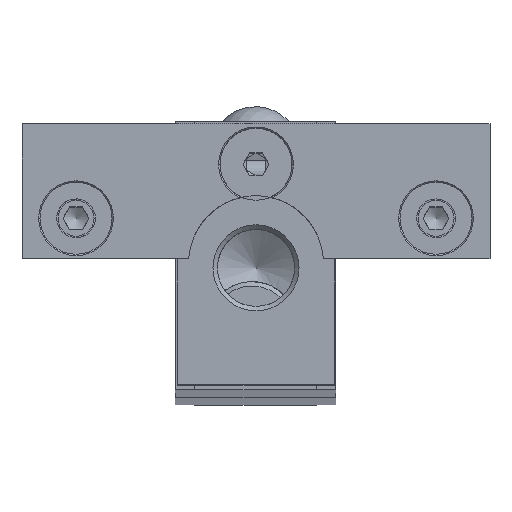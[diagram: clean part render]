
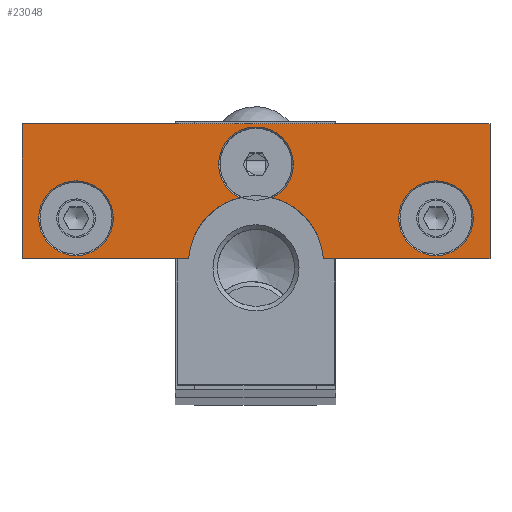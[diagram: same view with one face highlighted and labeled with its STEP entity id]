
A CAD part, top view. The second image highlights one B-rep face of the part: STEP entity #23048.
In plain terms, the highlighted planar face has unit normal (0, 0, 1).
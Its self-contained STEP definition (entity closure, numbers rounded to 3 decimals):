
#759=FACE_BOUND('',#5684,.T.);
#760=FACE_BOUND('',#5685,.T.);
#1179=PLANE('',#25646);
#1922=LINE('',#42143,#2827);
#1923=LINE('',#42145,#2828);
#1924=LINE('',#42147,#2829);
#1925=LINE('',#42149,#2830);
#1926=LINE('',#42150,#2831);
#2827=VECTOR('',#31509,10.);
#2828=VECTOR('',#31510,10.);
#2829=VECTOR('',#31511,10.);
#2830=VECTOR('',#31512,10.);
#2831=VECTOR('',#31513,10.);
#4392=FACE_OUTER_BOUND('',#5683,.T.);
#5683=EDGE_LOOP('',(#18464,#18465,#18466,#18467,#18468,#18469,#18470,#18471));
#5684=EDGE_LOOP('',(#18472));
#5685=EDGE_LOOP('',(#18473));
#7564=CIRCLE('',#25613,7.5);
#7566=CIRCLE('',#25615,7.5);
#7580=CIRCLE('',#25645,4.15);
#7581=CIRCLE('',#25647,4.15);
#7582=CIRCLE('',#25648,4.15);
#9937=VERTEX_POINT('',#42008);
#9938=VERTEX_POINT('',#42013);
#9941=VERTEX_POINT('',#42019);
#9942=VERTEX_POINT('',#42021);
#9978=VERTEX_POINT('',#42137);
#9979=VERTEX_POINT('',#42142);
#9980=VERTEX_POINT('',#42144);
#9981=VERTEX_POINT('',#42146);
#9982=VERTEX_POINT('',#42148);
#9983=VERTEX_POINT('',#42151);
#13012=EDGE_CURVE('',#9938,#9937,#7564,.T.);
#13016=EDGE_CURVE('',#9942,#9941,#7566,.T.);
#13063=EDGE_CURVE('',#9978,#9978,#7580,.T.);
#13065=EDGE_CURVE('',#9942,#9937,#7581,.T.);
#13066=EDGE_CURVE('',#9941,#9979,#1922,.T.);
#13067=EDGE_CURVE('',#9979,#9980,#1923,.T.);
#13068=EDGE_CURVE('',#9980,#9981,#1924,.T.);
#13069=EDGE_CURVE('',#9981,#9982,#1925,.T.);
#13070=EDGE_CURVE('',#9982,#9938,#1926,.T.);
#13071=EDGE_CURVE('',#9983,#9983,#7582,.T.);
#18464=ORIENTED_EDGE('',*,*,#13065,.F.);
#18465=ORIENTED_EDGE('',*,*,#13016,.T.);
#18466=ORIENTED_EDGE('',*,*,#13066,.T.);
#18467=ORIENTED_EDGE('',*,*,#13067,.T.);
#18468=ORIENTED_EDGE('',*,*,#13068,.T.);
#18469=ORIENTED_EDGE('',*,*,#13069,.T.);
#18470=ORIENTED_EDGE('',*,*,#13070,.T.);
#18471=ORIENTED_EDGE('',*,*,#13012,.T.);
#18472=ORIENTED_EDGE('',*,*,#13071,.F.);
#18473=ORIENTED_EDGE('',*,*,#13063,.F.);
#23048=ADVANCED_FACE('',(#4392,#759,#760),#1179,.T.);
#25613=AXIS2_PLACEMENT_3D('',#42014,#31411,#31412);
#25615=AXIS2_PLACEMENT_3D('',#42022,#31417,#31418);
#25645=AXIS2_PLACEMENT_3D('',#42138,#31502,#31503);
#25646=AXIS2_PLACEMENT_3D('',#42140,#31505,#31506);
#25647=AXIS2_PLACEMENT_3D('',#42141,#31507,#31508);
#25648=AXIS2_PLACEMENT_3D('',#42152,#31514,#31515);
#31411=DIRECTION('center_axis',(0.,0.,-1.));
#31412=DIRECTION('ref_axis',(0.998,0.067,0.));
#31417=DIRECTION('center_axis',(0.,0.,-1.));
#31418=DIRECTION('ref_axis',(0.998,0.067,0.));
#31502=DIRECTION('center_axis',(0.,0.,1.));
#31503=DIRECTION('ref_axis',(-1.,0.,0.));
#31505=DIRECTION('center_axis',(0.,0.,1.));
#31506=DIRECTION('ref_axis',(1.,0.,0.));
#31507=DIRECTION('center_axis',(0.,0.,1.));
#31508=DIRECTION('ref_axis',(-1.,0.,0.));
#31509=DIRECTION('',(1.,0.,0.));
#31510=DIRECTION('',(0.,1.,0.));
#31511=DIRECTION('',(-1.,0.,0.));
#31512=DIRECTION('',(0.,-1.,0.));
#31513=DIRECTION('',(1.,0.,0.));
#31514=DIRECTION('center_axis',(0.,0.,1.));
#31515=DIRECTION('ref_axis',(-1.,0.,0.));
#42008=CARTESIAN_POINT('',(-1.777,16.774,275.));
#42013=CARTESIAN_POINT('',(-7.433,10.,275.));
#42014=CARTESIAN_POINT('Origin',(0.05,9.5,275.));
#42019=CARTESIAN_POINT('',(7.533,10.,275.));
#42021=CARTESIAN_POINT('',(1.877,16.774,275.));
#42022=CARTESIAN_POINT('Origin',(0.05,9.5,275.));
#42137=CARTESIAN_POINT('',(24.2,14.5,275.));
#42138=CARTESIAN_POINT('Origin',(20.05,14.5,275.));
#42140=CARTESIAN_POINT('Origin',(0.05,17.949,275.));
#42141=CARTESIAN_POINT('Origin',(0.05,20.5,275.));
#42142=CARTESIAN_POINT('',(26.05,10.,275.));
#42143=CARTESIAN_POINT('',(26.05,10.,275.));
#42144=CARTESIAN_POINT('',(26.05,25.,275.));
#42145=CARTESIAN_POINT('',(26.05,25.,275.));
#42146=CARTESIAN_POINT('',(-25.95,25.,275.));
#42147=CARTESIAN_POINT('',(-25.95,25.,275.));
#42148=CARTESIAN_POINT('',(-25.95,10.,275.));
#42149=CARTESIAN_POINT('',(-25.95,10.,275.));
#42150=CARTESIAN_POINT('',(-7.433,10.,275.));
#42151=CARTESIAN_POINT('',(-15.8,14.5,275.));
#42152=CARTESIAN_POINT('Origin',(-19.95,14.5,275.));
